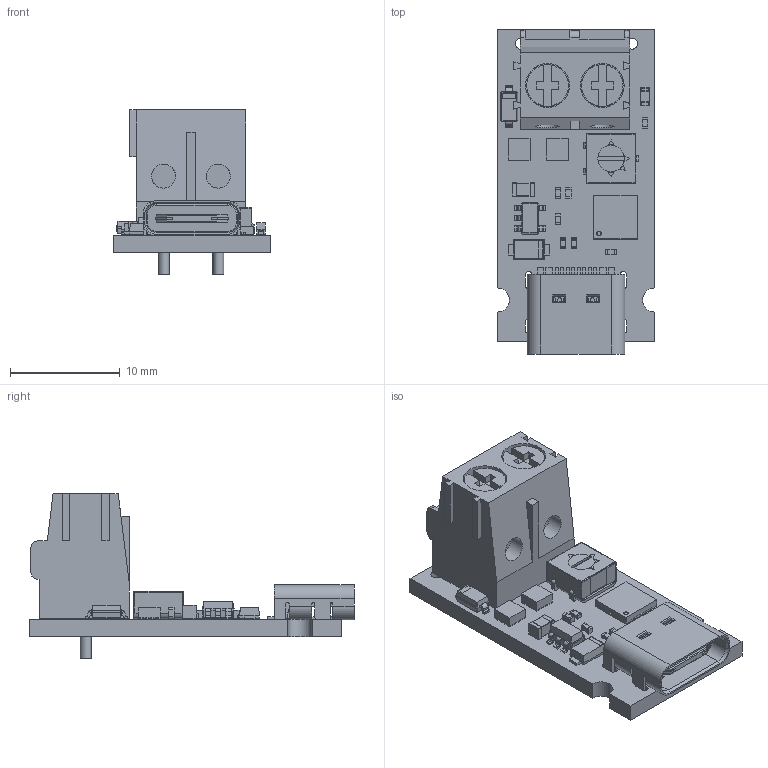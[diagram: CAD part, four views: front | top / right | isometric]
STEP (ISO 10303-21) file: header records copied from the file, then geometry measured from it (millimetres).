
FILE_DESCRIPTION(('KiCad electronic assembly'),'2;1');
FILE_NAME('PPSTrigger.step','2025-01-20T21:39:19',('Pcbnew'),('Kicad'), 'Open CASCADE STEP processor 7.8','KiCad to STEP converter','Unknown' );
FILE_SCHEMA(('AUTOMOTIVE_DESIGN { 1 0 10303 214 1 1 1 1 }'));
Length unit declared in the file: millimetre
Products named in the file (26): PPSTrigger 1; TerminalBlock_Phoenix_PT-1,5-2-5.0-H_1x02_P5.00mm_Horizontal; TerminalBlock_Phoenix_PT_15_2_50_H_1x02_P500mm_Horizontal; R_0402_1005Metric; VQFN 16; RPW0010A_ASM; QFN-28-4x4mm-P0.4mm; User Library-QFN28-0_4; LED_0603_1608Metric; D_SMF; C_0805_2012Metric; SOT-23-5; SOT_23_5; C_0402_1005Metric; USBC_16P; USB Type C Port (SMD Type); D_SOD-123; D_SOD_123; Potentiometer_Bourns_3314J_Vertical; PPSTrigger_PCB
Assembly tree (31 placements, depth 3):
  PPSTrigger 1
    TerminalBlock_Phoenix_PT-1,5-2-5.0-H_1x02_P5.00mm_Horizontal
      TerminalBlock_Phoenix_PT_15_2_50_H_1x02_P500mm_Horizontal
    R_0402_1005Metric  x4
      R_0402_1005Metric
    VQFN 16  x2
      RPW0010A_ASM
    QFN-28-4x4mm-P0.4mm
      User Library-QFN28-0_4
    LED_0603_1608Metric
      LED_0603_1608Metric
    D_SMF
      D_SMF
    C_0805_2012Metric
      C_0805_2012Metric
    SOT-23-5
      SOT_23_5
    C_0402_1005Metric  x3
      C_0402_1005Metric
    USBC_16P
      USB Type C Port (SMD Type)
    D_SOD-123
      D_SOD_123
    Potentiometer_Bourns_3314J_Vertical
      Potentiometer_Bourns_3314J_Vertical
    PPSTrigger_PCB
Bounding box: 14.37 x 29.61 x 15 mm (x, y, z)
Volume: 1510.4 mm3; surface area: 2922.9 mm2
Topology: 91 solids, 91 shells, 1675 faces, 4163 edges, 2678 vertices
Faces by surface type: plane 1187, cylinder 385, bspline 69, torus 16, sphere 10, cone 8
Full cylindrical faces by diameter (mm): 0.8 x2, 1 x4, 1.3 x2, 2.2 x2, 3.8 x2, 4 x2
Entity records: 47337 total; most frequent: CARTESIAN_POINT 7547, ORIENTED_EDGE 6958, DIRECTION 6825, EDGE_CURVE 3479, LINE 2713, VECTOR 2713, VERTEX_POINT 2234, AXIS2_PLACEMENT_3D 2056
